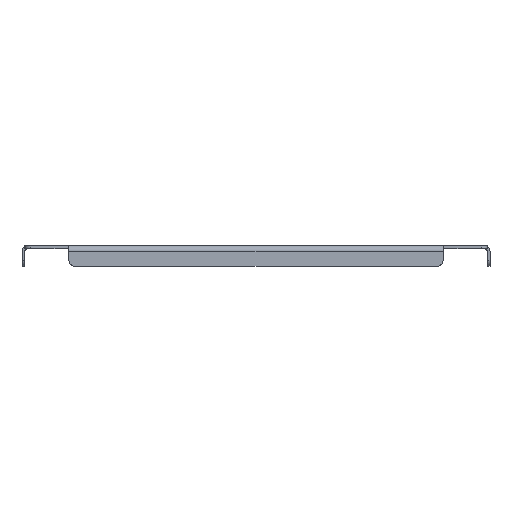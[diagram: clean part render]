
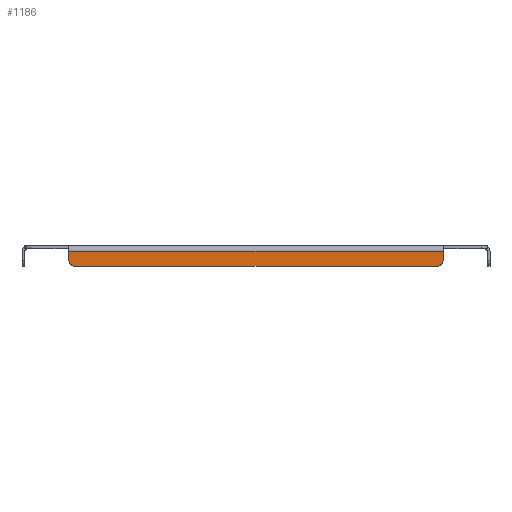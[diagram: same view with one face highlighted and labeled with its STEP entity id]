
A CAD part, front view. The second image highlights one B-rep face of the part: STEP entity #1186.
In plain terms, the highlighted planar face has unit normal (0, -1, 0).
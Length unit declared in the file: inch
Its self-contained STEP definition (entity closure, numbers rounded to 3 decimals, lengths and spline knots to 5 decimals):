
#70 = VERTEX_POINT ( 'NONE', #1350 ) ;
#82 = AXIS2_PLACEMENT_3D ( 'NONE', #2258, #2780, #734 ) ;
#133 = PLANE ( 'NONE',  #2431 ) ;
#134 = LINE ( 'NONE', #599, #563 ) ;
#249 = VECTOR ( 'NONE', #2446, 39.37008 ) ;
#279 = CARTESIAN_POINT ( 'NONE',  ( -9.84375, -15.40625, -0.875 ) ) ;
#318 = EDGE_CURVE ( 'NONE', #70, #1471, #709, .T. ) ;
#341 = VECTOR ( 'NONE', #2289, 39.37008 ) ;
#354 = DIRECTION ( 'NONE',  ( 0., -1., 0. ) ) ;
#433 = CARTESIAN_POINT ( 'NONE',  ( 7.96875, -15.40625, -0.625 ) ) ;
#545 = DIRECTION ( 'NONE',  ( 0., 0., -1. ) ) ;
#563 = VECTOR ( 'NONE', #1631, 39.37008 ) ;
#599 = CARTESIAN_POINT ( 'NONE',  ( 7.96875, -15.40625, 0. ) ) ;
#627 = CARTESIAN_POINT ( 'NONE',  ( -7.71875, -15.40625, -0.875 ) ) ;
#628 = ORIENTED_EDGE ( 'NONE', *, *, #318, .T. ) ;
#709 = CIRCLE ( 'NONE', #1122, 0.25 ) ;
#723 = LINE ( 'NONE', #3221, #249 ) ;
#734 = DIRECTION ( 'NONE',  ( 0., 0., -1. ) ) ;
#775 = CARTESIAN_POINT ( 'NONE',  ( -7.71875, -15.40625, -0.625 ) ) ;
#806 = CARTESIAN_POINT ( 'NONE',  ( 7.96875, -15.40625, -0.237 ) ) ;
#1004 = EDGE_CURVE ( 'NONE', #1851, #1523, #1221, .T. ) ;
#1013 = ORIENTED_EDGE ( 'NONE', *, *, #1553, .T. ) ;
#1045 = EDGE_CURVE ( 'NONE', #1471, #1851, #2764, .T. ) ;
#1119 = DIRECTION ( 'NONE',  ( 0., 0., -1. ) ) ;
#1122 = AXIS2_PLACEMENT_3D ( 'NONE', #775, #354, #545 ) ;
#1186 = ADVANCED_FACE ( 'NONE', ( #1368 ), #133, .T. ) ;
#1221 = CIRCLE ( 'NONE', #82, 0.25 ) ;
#1350 = CARTESIAN_POINT ( 'NONE',  ( -7.96875, -15.40625, -0.625 ) ) ;
#1366 = CARTESIAN_POINT ( 'NONE',  ( -7.96875, -15.40625, -0.237 ) ) ;
#1368 = FACE_OUTER_BOUND ( 'NONE', #1942, .T. ) ;
#1471 = VERTEX_POINT ( 'NONE', #627 ) ;
#1523 = VERTEX_POINT ( 'NONE', #433 ) ;
#1553 = EDGE_CURVE ( 'NONE', #2553, #70, #723, .T. ) ;
#1570 = ORIENTED_EDGE ( 'NONE', *, *, #3165, .F. ) ;
#1631 = DIRECTION ( 'NONE',  ( 0., 0., 1. ) ) ;
#1651 = CARTESIAN_POINT ( 'NONE',  ( 7.71875, -15.40625, -0.875 ) ) ;
#1693 = LINE ( 'NONE', #806, #1825 ) ;
#1825 = VECTOR ( 'NONE', #2563, 39.37008 ) ;
#1851 = VERTEX_POINT ( 'NONE', #1651 ) ;
#1863 = CARTESIAN_POINT ( 'NONE',  ( -9.84375, -15.40625, 0. ) ) ;
#1942 = EDGE_LOOP ( 'NONE', ( #1013, #628, #2478, #2317, #2838, #1570 ) ) ;
#2191 = CARTESIAN_POINT ( 'NONE',  ( 7.96875, -15.40625, -0.237 ) ) ;
#2217 = EDGE_CURVE ( 'NONE', #1523, #2914, #134, .T. ) ;
#2258 = CARTESIAN_POINT ( 'NONE',  ( 7.71875, -15.40625, -0.625 ) ) ;
#2289 = DIRECTION ( 'NONE',  ( 1., 0., 0. ) ) ;
#2317 = ORIENTED_EDGE ( 'NONE', *, *, #1004, .T. ) ;
#2318 = DIRECTION ( 'NONE',  ( 0., -1., 0. ) ) ;
#2431 = AXIS2_PLACEMENT_3D ( 'NONE', #1863, #2318, #1119 ) ;
#2446 = DIRECTION ( 'NONE',  ( 0., 0., -1. ) ) ;
#2478 = ORIENTED_EDGE ( 'NONE', *, *, #1045, .T. ) ;
#2553 = VERTEX_POINT ( 'NONE', #1366 ) ;
#2563 = DIRECTION ( 'NONE',  ( 1., 0., 0. ) ) ;
#2764 = LINE ( 'NONE', #279, #341 ) ;
#2780 = DIRECTION ( 'NONE',  ( 0., -1., 0. ) ) ;
#2838 = ORIENTED_EDGE ( 'NONE', *, *, #2217, .T. ) ;
#2914 = VERTEX_POINT ( 'NONE', #2191 ) ;
#3165 = EDGE_CURVE ( 'NONE', #2553, #2914, #1693, .T. ) ;
#3221 = CARTESIAN_POINT ( 'NONE',  ( -7.96875, -15.40625, 0. ) ) ;
